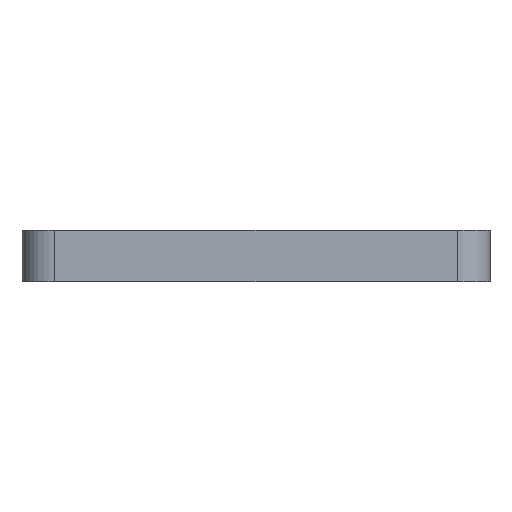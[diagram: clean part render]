
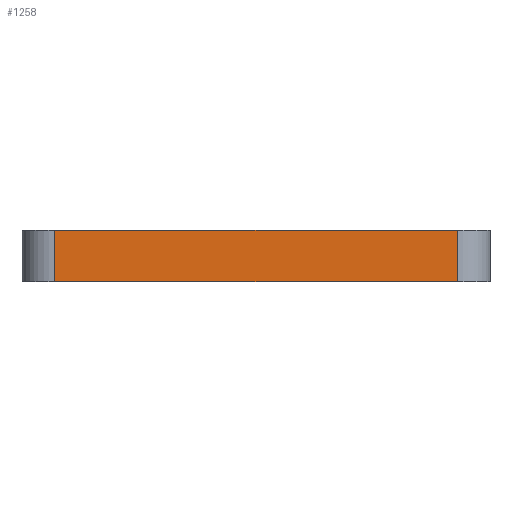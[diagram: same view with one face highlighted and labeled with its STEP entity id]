
A CAD part, left-side view. The second image highlights one B-rep face of the part: STEP entity #1258.
In plain terms, the highlighted planar face has unit normal (-1, 0, 0).
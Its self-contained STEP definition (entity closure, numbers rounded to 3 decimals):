
#38 = VERTEX_POINT ( 'NONE', #2466 ) ;
#148 = CARTESIAN_POINT ( 'NONE',  ( -30., -25.8, 6.6 ) ) ;
#419 = LINE ( 'NONE', #4698, #4185 ) ;
#548 = EDGE_CURVE ( 'NONE', #38, #634, #2898, .T. ) ;
#567 = ORIENTED_EDGE ( 'NONE', *, *, #2670, .F. ) ;
#634 = VERTEX_POINT ( 'NONE', #3877 ) ;
#712 = LINE ( 'NONE', #148, #1946 ) ;
#768 = VECTOR ( 'NONE', #1135, 1000. ) ;
#943 = VECTOR ( 'NONE', #2619, 1000. ) ;
#1042 = EDGE_CURVE ( 'NONE', #4498, #38, #3187, .T. ) ;
#1069 = CARTESIAN_POINT ( 'NONE',  ( -30., -30., 0. ) ) ;
#1085 = ORIENTED_EDGE ( 'NONE', *, *, #1042, .T. ) ;
#1135 = DIRECTION ( 'NONE',  ( 0., 0., -1. ) ) ;
#1258 = ADVANCED_FACE ( 'NONE', ( #4301 ), #4028, .F. ) ;
#1539 = DIRECTION ( 'NONE',  ( 0., 0., 1. ) ) ;
#1946 = VECTOR ( 'NONE', #1539, 1000. ) ;
#2008 = ORIENTED_EDGE ( 'NONE', *, *, #3043, .T. ) ;
#2181 = AXIS2_PLACEMENT_3D ( 'NONE', #3288, #2877, #3673 ) ;
#2223 = EDGE_LOOP ( 'NONE', ( #4051, #2008, #567, #1085 ) ) ;
#2427 = DIRECTION ( 'NONE',  ( 0., -1., 0. ) ) ;
#2466 = CARTESIAN_POINT ( 'NONE',  ( -30., 25.8, 0. ) ) ;
#2619 = DIRECTION ( 'NONE',  ( 0., -1., 0. ) ) ;
#2670 = EDGE_CURVE ( 'NONE', #4498, #4400, #419, .T. ) ;
#2877 = DIRECTION ( 'NONE',  ( 1., 0., 0. ) ) ;
#2898 = LINE ( 'NONE', #1069, #943 ) ;
#3043 = EDGE_CURVE ( 'NONE', #634, #4400, #712, .T. ) ;
#3187 = LINE ( 'NONE', #4137, #768 ) ;
#3288 = CARTESIAN_POINT ( 'NONE',  ( -30., -30., 6.6 ) ) ;
#3673 = DIRECTION ( 'NONE',  ( 0., 1., 0. ) ) ;
#3688 = CARTESIAN_POINT ( 'NONE',  ( -30., -25.8, 6.6 ) ) ;
#3877 = CARTESIAN_POINT ( 'NONE',  ( -30., -25.8, 0. ) ) ;
#4028 = PLANE ( 'NONE',  #2181 ) ;
#4051 = ORIENTED_EDGE ( 'NONE', *, *, #548, .T. ) ;
#4137 = CARTESIAN_POINT ( 'NONE',  ( -30., 25.8, 6.6 ) ) ;
#4185 = VECTOR ( 'NONE', #2427, 1000. ) ;
#4301 = FACE_OUTER_BOUND ( 'NONE', #2223, .T. ) ;
#4400 = VERTEX_POINT ( 'NONE', #3688 ) ;
#4498 = VERTEX_POINT ( 'NONE', #4781 ) ;
#4698 = CARTESIAN_POINT ( 'NONE',  ( -30., -30., 6.6 ) ) ;
#4781 = CARTESIAN_POINT ( 'NONE',  ( -30., 25.8, 6.6 ) ) ;
